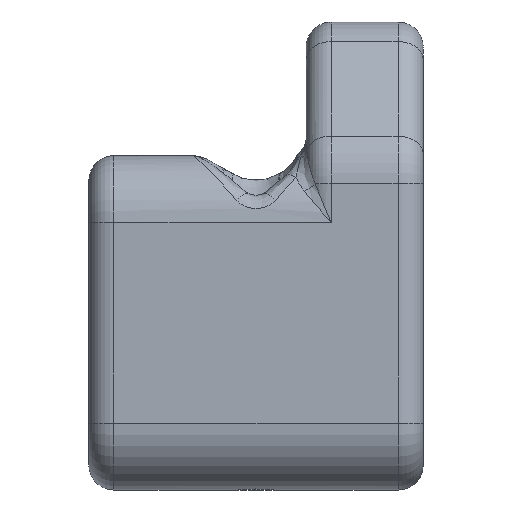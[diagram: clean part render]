
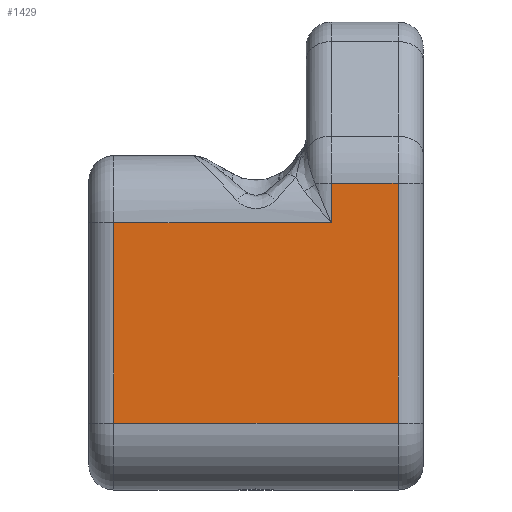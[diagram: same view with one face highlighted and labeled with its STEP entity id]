
A CAD part, left-side view. The second image highlights one B-rep face of the part: STEP entity #1429.
In plain terms, the highlighted planar face has unit normal (-1, 0, 0).
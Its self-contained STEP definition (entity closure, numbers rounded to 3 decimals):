
#158 = VECTOR ( 'NONE', #4200, 1000. ) ;
#459 = VERTEX_POINT ( 'NONE', #3007 ) ;
#491 = EDGE_CURVE ( 'NONE', #4023, #4878, #1949, .T. ) ;
#1007 = ORIENTED_EDGE ( 'NONE', *, *, #9088, .T. ) ;
#1118 = DIRECTION ( 'NONE',  ( 0., 0., 1. ) ) ;
#1195 = CARTESIAN_POINT ( 'NONE',  ( -36.8, 7., 5. ) ) ;
#1429 = ADVANCED_FACE ( 'NONE', ( #2759 ), #6548, .F. ) ;
#1683 = CARTESIAN_POINT ( 'NONE',  ( -36.8, 18.5, 5. ) ) ;
#1949 = LINE ( 'NONE', #1195, #158 ) ;
#1960 = ORIENTED_EDGE ( 'NONE', *, *, #8958, .T. ) ;
#1997 = CARTESIAN_POINT ( 'NONE',  ( -36.8, 18.5, -7. ) ) ;
#2041 = EDGE_CURVE ( 'NONE', #4910, #4023, #3055, .T. ) ;
#2102 = CARTESIAN_POINT ( 'NONE',  ( -36.8, 5.5, 7.343 ) ) ;
#2186 = DIRECTION ( 'NONE',  ( 0., 0., -1. ) ) ;
#2224 = VERTEX_POINT ( 'NONE', #6927 ) ;
#2759 = FACE_OUTER_BOUND ( 'NONE', #9058, .T. ) ;
#2799 = LINE ( 'NONE', #5804, #4279 ) ;
#3007 = CARTESIAN_POINT ( 'NONE',  ( -36.8, 18.5, -7. ) ) ;
#3055 = LINE ( 'NONE', #5281, #7230 ) ;
#3139 = VECTOR ( 'NONE', #7316, 1000. ) ;
#3430 = LINE ( 'NONE', #5658, #9694 ) ;
#3501 = LINE ( 'NONE', #5037, #3139 ) ;
#3517 = ORIENTED_EDGE ( 'NONE', *, *, #491, .T. ) ;
#3596 = ORIENTED_EDGE ( 'NONE', *, *, #8355, .T. ) ;
#4023 = VERTEX_POINT ( 'NONE', #4303 ) ;
#4200 = DIRECTION ( 'NONE',  ( 0., 1., 0. ) ) ;
#4279 = VECTOR ( 'NONE', #8863, 1000. ) ;
#4303 = CARTESIAN_POINT ( 'NONE',  ( -36.8, 5.5, 5. ) ) ;
#4472 = CARTESIAN_POINT ( 'NONE',  ( -36.8, 7., 0. ) ) ;
#4756 = EDGE_CURVE ( 'NONE', #2224, #4910, #3501, .T. ) ;
#4878 = VERTEX_POINT ( 'NONE', #1683 ) ;
#4910 = VERTEX_POINT ( 'NONE', #2102 ) ;
#5037 = CARTESIAN_POINT ( 'NONE',  ( -36.8, 7., 7.343 ) ) ;
#5223 = DIRECTION ( 'NONE',  ( 0., 0., -1. ) ) ;
#5281 = CARTESIAN_POINT ( 'NONE',  ( -36.8, 5.5, 5. ) ) ;
#5658 = CARTESIAN_POINT ( 'NONE',  ( -36.8, 1.5, 0. ) ) ;
#5804 = CARTESIAN_POINT ( 'NONE',  ( -36.8, 7., -7. ) ) ;
#6548 = PLANE ( 'NONE',  #8551 ) ;
#6791 = DIRECTION ( 'NONE',  ( 1., 0., 0. ) ) ;
#6927 = CARTESIAN_POINT ( 'NONE',  ( -36.8, 1.5, 7.343 ) ) ;
#6986 = VERTEX_POINT ( 'NONE', #8741 ) ;
#7210 = DIRECTION ( 'NONE',  ( 0., 0., -1. ) ) ;
#7230 = VECTOR ( 'NONE', #5223, 1000. ) ;
#7316 = DIRECTION ( 'NONE',  ( 0., 1., 0. ) ) ;
#7903 = LINE ( 'NONE', #1997, #8701 ) ;
#8355 = EDGE_CURVE ( 'NONE', #6986, #2224, #3430, .T. ) ;
#8525 = ORIENTED_EDGE ( 'NONE', *, *, #4756, .T. ) ;
#8551 = AXIS2_PLACEMENT_3D ( 'NONE', #4472, #6791, #2186 ) ;
#8701 = VECTOR ( 'NONE', #7210, 1000. ) ;
#8741 = CARTESIAN_POINT ( 'NONE',  ( -36.8, 1.5, -7. ) ) ;
#8863 = DIRECTION ( 'NONE',  ( 0., -1., 0. ) ) ;
#8958 = EDGE_CURVE ( 'NONE', #4878, #459, #7903, .T. ) ;
#9058 = EDGE_LOOP ( 'NONE', ( #3517, #1960, #1007, #3596, #8525, #9067 ) ) ;
#9067 = ORIENTED_EDGE ( 'NONE', *, *, #2041, .T. ) ;
#9088 = EDGE_CURVE ( 'NONE', #459, #6986, #2799, .T. ) ;
#9694 = VECTOR ( 'NONE', #1118, 1000. ) ;
